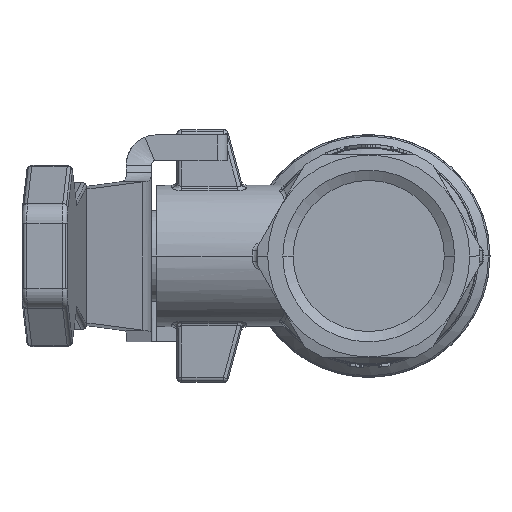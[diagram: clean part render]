
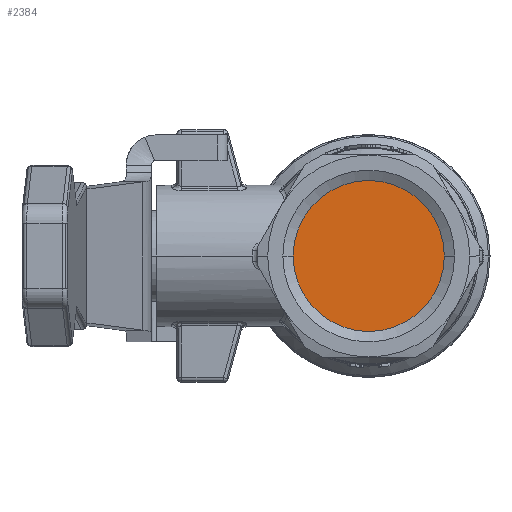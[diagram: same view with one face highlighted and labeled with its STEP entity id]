
A CAD part, left-side view. The second image highlights one B-rep face of the part: STEP entity #2384.
In plain terms, the highlighted planar face has unit normal (-1, 0, 0).
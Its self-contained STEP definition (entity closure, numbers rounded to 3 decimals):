
#2384=ADVANCED_FACE('',(#5286),#5287,.F.);
#5286=FACE_OUTER_BOUND('',#10614,.T.);
#5287=PLANE('',#10615);
#10614=EDGE_LOOP('',(#18880,#18881));
#10615=AXIS2_PLACEMENT_3D('',#18882,#18883,#18884);
#18880=ORIENTED_EDGE('',*,*,#25282,.T.);
#18881=ORIENTED_EDGE('',*,*,#23214,.T.);
#18882=CARTESIAN_POINT('',(-9.954,13.381,-5.976));
#18883=DIRECTION('',(1.0,0.,0.));
#18884=DIRECTION('',(0.,1.0,0.0));
#23214=EDGE_CURVE('',#27468,#27470,#27472,.T.);
#25282=EDGE_CURVE('',#27470,#27468,#30523,.T.);
#27468=VERTEX_POINT('',#33997);
#27470=VERTEX_POINT('',#34000);
#27472=CIRCLE('',#34003,7.475);
#30523=CIRCLE('',#39633,7.475);
#33997=CARTESIAN_POINT('',(-9.954,14.868,-5.976));
#34000=CARTESIAN_POINT('',(-9.954,-0.082,-5.976));
#34003=AXIS2_PLACEMENT_3D('',#46684,#46685,#46686);
#39633=AXIS2_PLACEMENT_3D('',#48296,#48297,#48298);
#46684=CARTESIAN_POINT('',(-9.954,7.393,-5.976));
#46685=DIRECTION('',(-1.0,0.,0.));
#46686=DIRECTION('',(0.,1.0,0.));
#48296=CARTESIAN_POINT('',(-9.954,7.393,-5.976));
#48297=DIRECTION('',(-1.0,0.,0.));
#48298=DIRECTION('',(0.,1.0,0.));
